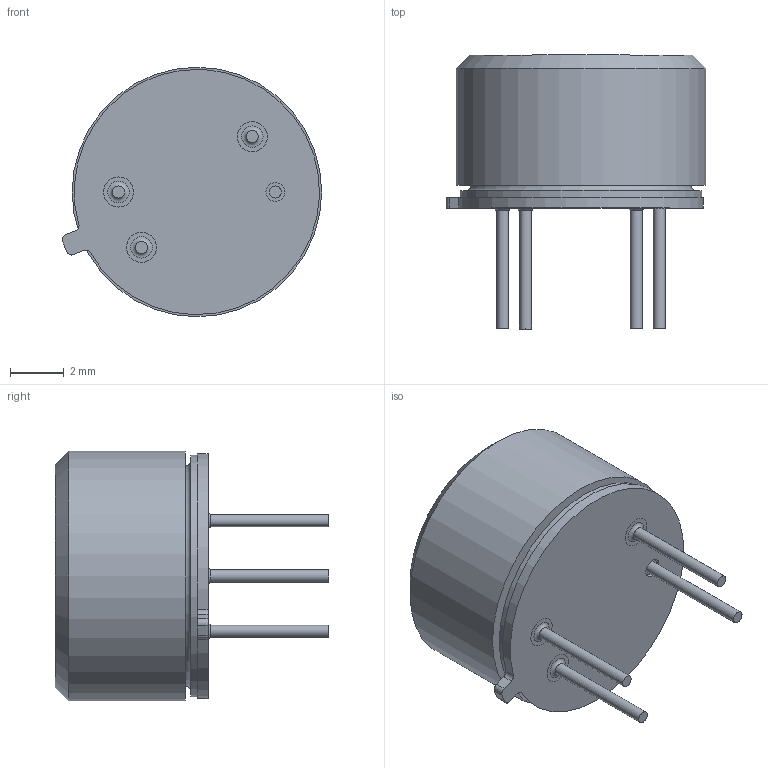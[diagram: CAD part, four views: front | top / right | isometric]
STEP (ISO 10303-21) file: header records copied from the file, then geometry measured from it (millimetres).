
FILE_DESCRIPTION(/* description */ (''),/* implementation_level */ '2;1');
FILE_NAME(/* name */ 'MLX90640_41_FOV_110_asm v2.step',/* time_stamp */ '2022-01-17T11:26:28+06:00',/* author */ (''),/* organization */ (''),/* preprocessor_version */ 'ST-DEVELOPER v18.1',/* originating_system */ 'Autodesk Translation Framework v10.10.0.1391',/* authorisation */ '');
FILE_SCHEMA (('AUTOMOTIVE_DESIGN { 1 0 10303 214 3 1 1 }'));
Length unit declared in the file: millimetre
Products named in the file (10): MLX90640_41_FOV_110_asm; MLX90640_120__APERTURE_ANY_ASM; ASM0001_ASM; PRT0005; PRT0007; PRT0008; PRT0006; PRT0009; PRT0010; 90640-120X30-APPERTURE_ANY
Assembly tree (13 placements, depth 4):
  MLX90640_41_FOV_110_asm
    MLX90640_120__APERTURE_ANY_ASM
      ASM0001_ASM
        PRT0005
        PRT0006  x3
        PRT0007  x3
        PRT0008
      PRT0009
      PRT0010
      90640-120X30-APPERTURE_ANY
Bounding box: 9.66 x 10.2 x 9.3 mm (x, y, z)
Volume: 247.7 mm3; surface area: 913.7 mm2
Topology: 11 solids, 11 shells, 81 faces, 139 edges, 86 vertices
Faces by surface type: cylinder 32, plane 31, torus 16, cone 2
Full cylindrical faces by diameter (mm): 0.45 x7, 0.7 x2, 1.12 x6, 2.6 x3, 4.4 x1, 4.9 x1, 6.15 x1, 7.7 x1, 8.02 x1, 8.2 x1, 8.29 x1, 9 x1, 9.3 x1
Entity records: 1936 total; most frequent: DIRECTION 369, CARTESIAN_POINT 275, ORIENTED_EDGE 230, AXIS2_PLACEMENT_3D 166, EDGE_CURVE 115, EDGE_LOOP 85, CIRCLE 78, VERTEX_POINT 72
